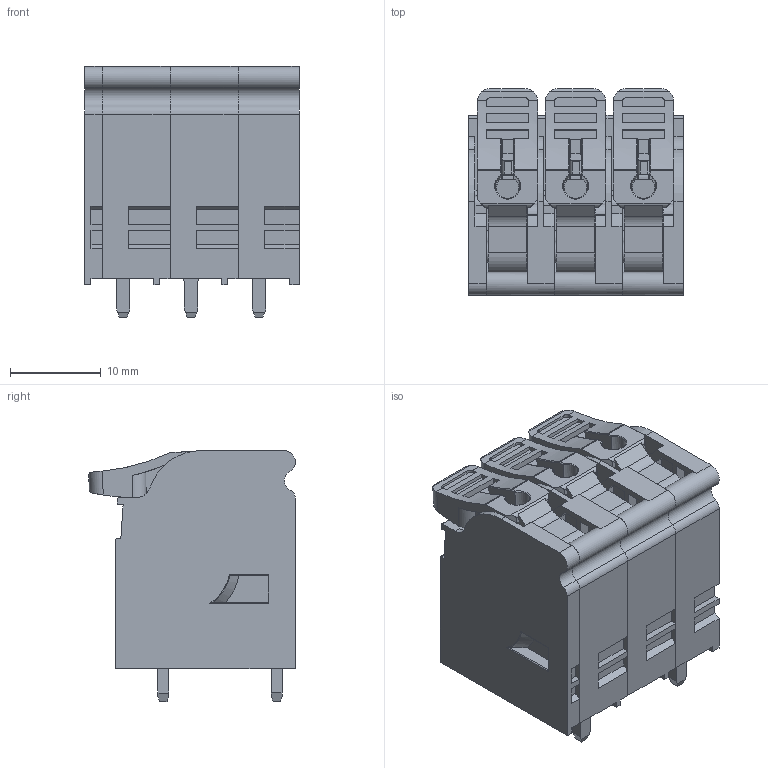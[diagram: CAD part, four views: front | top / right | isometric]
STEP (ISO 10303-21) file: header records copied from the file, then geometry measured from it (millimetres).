
FILE_DESCRIPTION( ( 'Unknown' ), '1' );
FILE_NAME( '691404910003MB.stp', 'Unknown', ( 'Unknown' ), ( 'Unknown' ), 'PSStep 18.0.17', 'Unknown', ' ' );
FILE_SCHEMA( ( 'AUTOMOTIVE_DESIGN { 1 0 10303 214 1 1 1 1 }' ) );
Length unit declared in the file: millimetre
Products named in the file (12): 6914049100xxB_Center; 6914049100xx_Center; 6914049100xx_Pin; 6914049100xx_Spring; 6914049100xx_Lever; 6914049100xx_Spring2; 6914049100xxMB_Start; 6914049100xx_Start; 6914049100xxB_Center2; 6914049100xx_Pin2; Assem1; 6914049100xx_End plate
Assembly tree (19 placements, depth 3):
  Assem1
    6914049100xx_End plate
    6914049100xxMB_Start
      6914049100xx_Start
      6914049100xx_Spring
      6914049100xx_Pin
      6914049100xx_Lever
      6914049100xx_Spring2
    6914049100xxB_Center2
      6914049100xx_Center
      6914049100xx_Lever
      6914049100xx_Spring
      6914049100xx_Pin2
      6914049100xx_Spring2
    6914049100xxB_Center
      6914049100xx_Center
      6914049100xx_Pin
      6914049100xx_Spring
      6914049100xx_Lever
      6914049100xx_Spring2
Bounding box: 23.7 x 22.8 x 27.7 mm (x, y, z)
Volume: 5377.4 mm3; surface area: 13848.3 mm2
Topology: 16 solids, 16 shells, 2069 faces, 5611 edges, 3687 vertices
Faces by surface type: plane 1319, cylinder 659, torus 61, cone 18, bspline 12
Full cylindrical faces by diameter (mm): 0.4 x2, 0.6 x8, 0.64 x12, 1 x12, 1.5 x48, 1.6 x3, 2 x3, 2.2 x6, 2.25 x3, 2.4 x6
Entity records: 48217 total; most frequent: CARTESIAN_POINT 8003, DIRECTION 6333, ORIENTED_EDGE 6246, EDGE_CURVE 3123, LINE 2187, VECTOR 2187, VERTEX_POINT 2106, AXIS2_PLACEMENT_3D 2073
